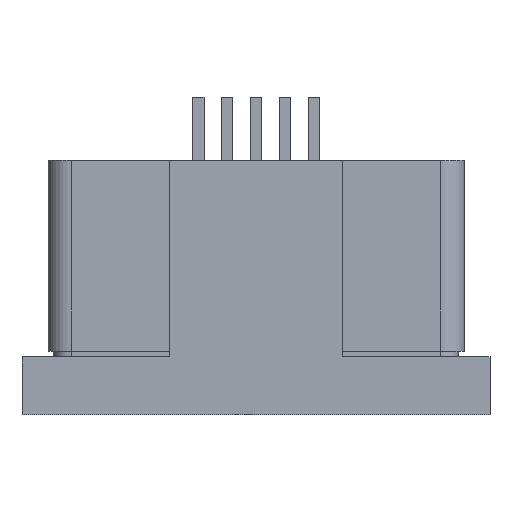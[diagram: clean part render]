
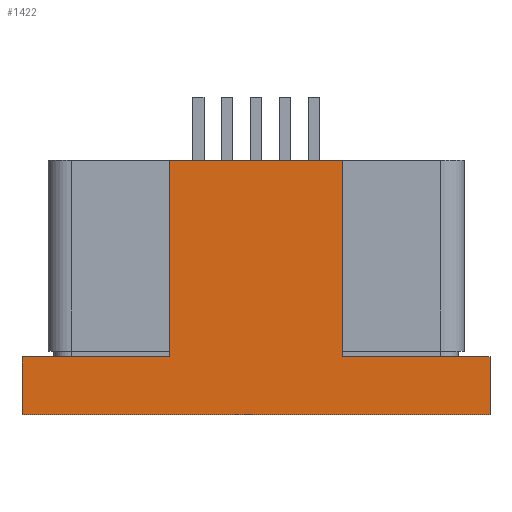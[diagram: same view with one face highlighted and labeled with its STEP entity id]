
A CAD part, top view. The second image highlights one B-rep face of the part: STEP entity #1422.
In plain terms, the highlighted planar face has unit normal (0, 0, 1).
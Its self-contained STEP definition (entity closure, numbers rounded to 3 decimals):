
#106=PLANE('',#1561);
#186=FACE_OUTER_BOUND('',#266,.T.);
#266=EDGE_LOOP('',(#1289,#1290,#1291,#1292,#1293,#1294,#1295,#1296));
#394=LINE('',#2262,#562);
#421=LINE('',#2326,#589);
#425=LINE('',#2334,#593);
#427=LINE('',#2338,#595);
#428=LINE('',#2340,#596);
#429=LINE('',#2342,#597);
#430=LINE('',#2344,#598);
#431=LINE('',#2345,#599);
#562=VECTOR('',#1858,10.);
#589=VECTOR('',#1917,10.);
#593=VECTOR('',#1925,10.);
#595=VECTOR('',#1929,10.);
#596=VECTOR('',#1930,10.);
#597=VECTOR('',#1931,10.);
#598=VECTOR('',#1932,10.);
#599=VECTOR('',#1933,10.);
#728=VERTEX_POINT('',#2259);
#729=VERTEX_POINT('',#2261);
#750=VERTEX_POINT('',#2325);
#752=VERTEX_POINT('',#2333);
#753=VERTEX_POINT('',#2337);
#754=VERTEX_POINT('',#2339);
#755=VERTEX_POINT('',#2341);
#756=VERTEX_POINT('',#2343);
#901=EDGE_CURVE('',#729,#728,#394,.T.);
#933=EDGE_CURVE('',#728,#750,#421,.T.);
#937=EDGE_CURVE('',#752,#729,#425,.T.);
#939=EDGE_CURVE('',#750,#753,#427,.T.);
#940=EDGE_CURVE('',#753,#754,#428,.T.);
#941=EDGE_CURVE('',#754,#755,#429,.T.);
#942=EDGE_CURVE('',#755,#756,#430,.T.);
#943=EDGE_CURVE('',#756,#752,#431,.T.);
#1289=ORIENTED_EDGE('',*,*,#933,.T.);
#1290=ORIENTED_EDGE('',*,*,#939,.T.);
#1291=ORIENTED_EDGE('',*,*,#940,.T.);
#1292=ORIENTED_EDGE('',*,*,#941,.T.);
#1293=ORIENTED_EDGE('',*,*,#942,.T.);
#1294=ORIENTED_EDGE('',*,*,#943,.T.);
#1295=ORIENTED_EDGE('',*,*,#937,.T.);
#1296=ORIENTED_EDGE('',*,*,#901,.T.);
#1422=ADVANCED_FACE('',(#186),#106,.T.);
#1561=AXIS2_PLACEMENT_3D('',#2336,#1927,#1928);
#1858=DIRECTION('',(-1.,0.,0.));
#1917=DIRECTION('',(0.,-1.,0.));
#1925=DIRECTION('',(0.,1.,0.));
#1927=DIRECTION('center_axis',(0.,0.,1.));
#1928=DIRECTION('ref_axis',(1.,0.,0.));
#1929=DIRECTION('',(-1.,0.,0.));
#1930=DIRECTION('',(0.,-1.,0.));
#1931=DIRECTION('',(1.,0.,0.));
#1932=DIRECTION('',(0.,1.,0.));
#1933=DIRECTION('',(-1.,0.,0.));
#2259=CARTESIAN_POINT('',(2.55,4.4,2.));
#2261=CARTESIAN_POINT('',(5.55,4.4,2.));
#2262=CARTESIAN_POINT('',(7.55,4.4,2.));
#2325=CARTESIAN_POINT('',(2.55,1.,2.));
#2326=CARTESIAN_POINT('',(2.55,3.3,2.));
#2333=CARTESIAN_POINT('',(5.55,1.,2.));
#2334=CARTESIAN_POINT('',(5.55,1.6,2.));
#2336=CARTESIAN_POINT('Origin',(4.05,2.2,2.));
#2337=CARTESIAN_POINT('',(0.,1.,2.));
#2338=CARTESIAN_POINT('',(3.3,1.,2.));
#2339=CARTESIAN_POINT('',(0.,0.,2.));
#2340=CARTESIAN_POINT('',(0.,1.,2.));
#2341=CARTESIAN_POINT('',(8.1,0.,2.));
#2342=CARTESIAN_POINT('',(0.,0.,2.));
#2343=CARTESIAN_POINT('',(8.1,1.,2.));
#2344=CARTESIAN_POINT('',(8.1,0.,2.));
#2345=CARTESIAN_POINT('',(8.1,1.,2.));
